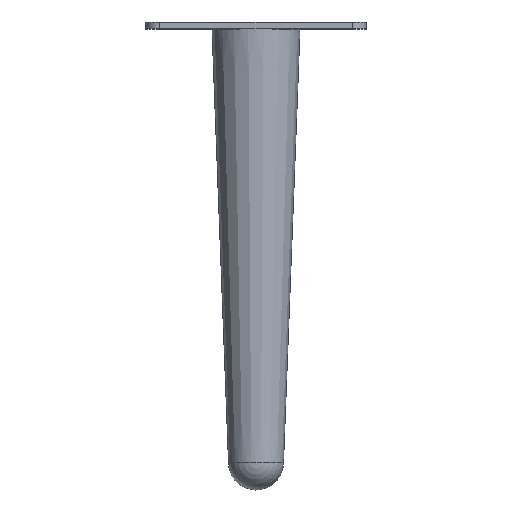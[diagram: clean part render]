
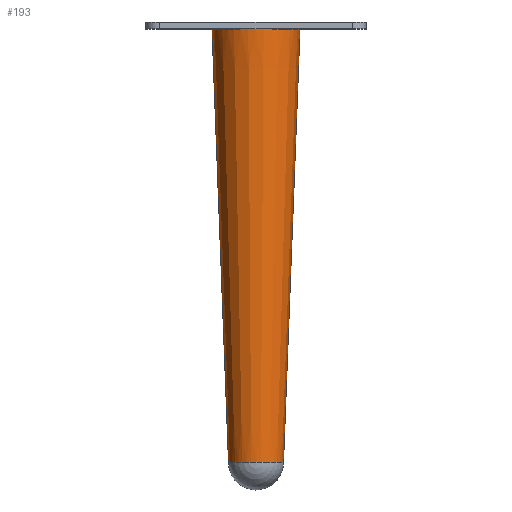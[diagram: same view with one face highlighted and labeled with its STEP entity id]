
A CAD part, top view. The second image highlights one B-rep face of the part: STEP entity #193.
In plain terms, the highlighted conical face has half-angle 2.182 degrees and reference radius 10 mm.
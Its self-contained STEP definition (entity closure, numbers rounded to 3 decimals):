
#10 = CARTESIAN_POINT ( 'NONE',  ( 0., -2.5, 0. ) ) ;
#53 = DIRECTION ( 'NONE',  ( -1., 0., 0. ) ) ;
#57 = ORIENTED_EDGE ( 'NONE', *, *, #396, .F. ) ;
#74 = DIRECTION ( 'NONE',  ( -1., 0., 0. ) ) ;
#86 = CARTESIAN_POINT ( 'NONE',  ( 10., -160., 0. ) ) ;
#91 = AXIS2_PLACEMENT_3D ( 'NONE', #573, #102, #53 ) ;
#102 = DIRECTION ( 'NONE',  ( 0., 1., 0. ) ) ;
#123 = ORIENTED_EDGE ( 'NONE', *, *, #533, .T. ) ;
#139 = VERTEX_POINT ( 'NONE', #359 ) ;
#151 = EDGE_CURVE ( 'NONE', #280, #579, #354, .T. ) ;
#154 = CARTESIAN_POINT ( 'NONE',  ( -10., -160., 0. ) ) ;
#193 = ADVANCED_FACE ( 'NONE', ( #631 ), #662, .T. ) ;
#257 = CIRCLE ( 'NONE', #91, 10. ) ;
#280 = VERTEX_POINT ( 'NONE', #542 ) ;
#301 = CARTESIAN_POINT ( 'NONE',  ( 10., -160., 0. ) ) ;
#304 = DIRECTION ( 'NONE',  ( 0., 1., 0. ) ) ;
#306 = DIRECTION ( 'NONE',  ( 0.038, 0.999, 0. ) ) ;
#341 = VECTOR ( 'NONE', #608, 1000. ) ;
#354 = CIRCLE ( 'NONE', #530, 16. ) ;
#359 = CARTESIAN_POINT ( 'NONE',  ( -10., -160., 0. ) ) ;
#379 = VERTEX_POINT ( 'NONE', #86 ) ;
#396 = EDGE_CURVE ( 'NONE', #139, #579, #660, .T. ) ;
#397 = CARTESIAN_POINT ( 'NONE',  ( 0., -160., 0. ) ) ;
#399 = AXIS2_PLACEMENT_3D ( 'NONE', #397, #304, #74 ) ;
#419 = LINE ( 'NONE', #301, #516 ) ;
#450 = EDGE_LOOP ( 'NONE', ( #123, #535, #568, #57 ) ) ;
#467 = DIRECTION ( 'NONE',  ( 0., 0., 1. ) ) ;
#516 = VECTOR ( 'NONE', #306, 1000. ) ;
#530 = AXIS2_PLACEMENT_3D ( 'NONE', #10, #584, #467 ) ;
#533 = EDGE_CURVE ( 'NONE', #139, #379, #257, .T. ) ;
#535 = ORIENTED_EDGE ( 'NONE', *, *, #622, .T. ) ;
#542 = CARTESIAN_POINT ( 'NONE',  ( 16., -2.5, 0. ) ) ;
#568 = ORIENTED_EDGE ( 'NONE', *, *, #151, .T. ) ;
#573 = CARTESIAN_POINT ( 'NONE',  ( 0., -160., 0. ) ) ;
#579 = VERTEX_POINT ( 'NONE', #595 ) ;
#584 = DIRECTION ( 'NONE',  ( 0., -1., 0. ) ) ;
#595 = CARTESIAN_POINT ( 'NONE',  ( -16., -2.5, 0. ) ) ;
#608 = DIRECTION ( 'NONE',  ( -0.038, 0.999, 0. ) ) ;
#622 = EDGE_CURVE ( 'NONE', #379, #280, #419, .T. ) ;
#631 = FACE_OUTER_BOUND ( 'NONE', #450, .T. ) ;
#660 = LINE ( 'NONE', #154, #341 ) ;
#662 = CONICAL_SURFACE ( 'NONE', #399, 10., 0.038 ) ;
